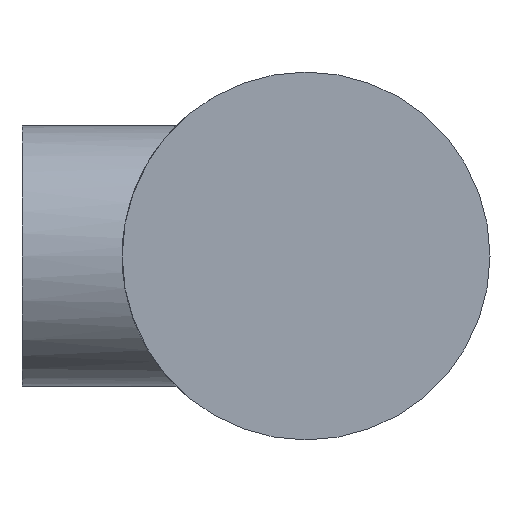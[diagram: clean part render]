
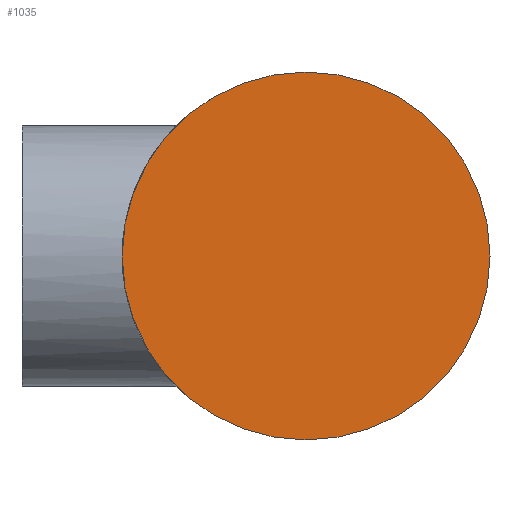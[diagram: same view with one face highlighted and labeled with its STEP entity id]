
A CAD part, front view. The second image highlights one B-rep face of the part: STEP entity #1035.
In plain terms, the highlighted planar face has unit normal (0, -1, 0).
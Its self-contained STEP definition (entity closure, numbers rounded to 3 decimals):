
#33 = CYLINDRICAL_SURFACE('',#34,39.5);
#34 = AXIS2_PLACEMENT_3D('',#35,#36,#37);
#35 = CARTESIAN_POINT('',(61.,0.,0.));
#36 = DIRECTION('',(-0.,1.,-0.));
#37 = DIRECTION('',(1.,0.,0.));
#58 = VERTEX_POINT('',#59);
#59 = CARTESIAN_POINT('',(100.5,-28.,0.));
#80 = EDGE_CURVE('',#58,#81,#83,.T.);
#81 = VERTEX_POINT('',#82);
#82 = CARTESIAN_POINT('',(21.5,-28.,0.));
#83 = SURFACE_CURVE('',#84,(#89,#96),.PCURVE_S1.);
#84 = CIRCLE('',#85,39.5);
#85 = AXIS2_PLACEMENT_3D('',#86,#87,#88);
#86 = CARTESIAN_POINT('',(61.,-28.,0.));
#87 = DIRECTION('',(0.,-1.,0.));
#88 = DIRECTION('',(1.,0.,0.));
#89 = PCURVE('',#33,#90);
#90 = DEFINITIONAL_REPRESENTATION('',(#91),#95);
#91 = LINE('',#92,#93);
#92 = CARTESIAN_POINT('',(-0.,-28.));
#93 = VECTOR('',#94,1.);
#94 = DIRECTION('',(-1.,0.));
#95 = ( GEOMETRIC_REPRESENTATION_CONTEXT(2) 
PARAMETRIC_REPRESENTATION_CONTEXT() REPRESENTATION_CONTEXT('2D SPACE',''
  ) );
#96 = PCURVE('',#97,#102);
#97 = PLANE('',#98);
#98 = AXIS2_PLACEMENT_3D('',#99,#100,#101);
#99 = CARTESIAN_POINT('',(61.,-28.,0.));
#100 = DIRECTION('',(-0.,-1.,-0.));
#101 = DIRECTION('',(0.,0.,-1.));
#102 = DEFINITIONAL_REPRESENTATION('',(#103),#107);
#103 = CIRCLE('',#104,39.5);
#104 = AXIS2_PLACEMENT_2D('',#105,#106);
#105 = CARTESIAN_POINT('',(0.,0.));
#106 = DIRECTION('',(0.,1.));
#107 = ( GEOMETRIC_REPRESENTATION_CONTEXT(2) 
PARAMETRIC_REPRESENTATION_CONTEXT() REPRESENTATION_CONTEXT('2D SPACE',''
  ) );
#930 = EDGE_CURVE('',#81,#58,#931,.T.);
#931 = SURFACE_CURVE('',#932,(#937,#944),.PCURVE_S1.);
#932 = CIRCLE('',#933,39.5);
#933 = AXIS2_PLACEMENT_3D('',#934,#935,#936);
#934 = CARTESIAN_POINT('',(61.,-28.,0.));
#935 = DIRECTION('',(0.,-1.,0.));
#936 = DIRECTION('',(1.,0.,0.));
#937 = PCURVE('',#33,#938);
#938 = DEFINITIONAL_REPRESENTATION('',(#939),#943);
#939 = LINE('',#940,#941);
#940 = CARTESIAN_POINT('',(-0.,-28.));
#941 = VECTOR('',#942,1.);
#942 = DIRECTION('',(-1.,0.));
#943 = ( GEOMETRIC_REPRESENTATION_CONTEXT(2) 
PARAMETRIC_REPRESENTATION_CONTEXT() REPRESENTATION_CONTEXT('2D SPACE',''
  ) );
#944 = PCURVE('',#97,#945);
#945 = DEFINITIONAL_REPRESENTATION('',(#946),#950);
#946 = CIRCLE('',#947,39.5);
#947 = AXIS2_PLACEMENT_2D('',#948,#949);
#948 = CARTESIAN_POINT('',(0.,0.));
#949 = DIRECTION('',(0.,1.));
#950 = ( GEOMETRIC_REPRESENTATION_CONTEXT(2) 
PARAMETRIC_REPRESENTATION_CONTEXT() REPRESENTATION_CONTEXT('2D SPACE',''
  ) );
#1035 = ADVANCED_FACE('',(#1036),#97,.T.);
#1036 = FACE_BOUND('',#1037,.T.);
#1037 = EDGE_LOOP('',(#1038,#1039));
#1038 = ORIENTED_EDGE('',*,*,#80,.T.);
#1039 = ORIENTED_EDGE('',*,*,#930,.T.);
